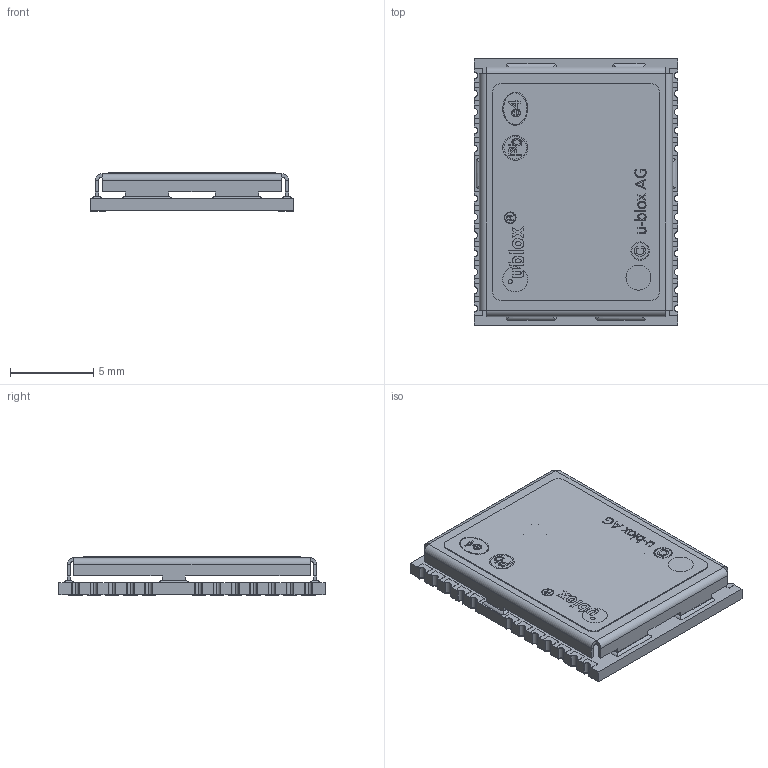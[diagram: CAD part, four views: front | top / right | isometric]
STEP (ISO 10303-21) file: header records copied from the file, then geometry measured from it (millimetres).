
FILE_DESCRIPTION (( 'STEP AP214' ), '1' );
FILE_NAME ('NEO (STEP-AP214)_B.STEP', '2015-07-22T09:31:05', ( 'itsupport' ), ( 'Hewlett-Packard Company' ), 'SwSTEP 2.0', 'SolidWorks 2014', '' );
FILE_SCHEMA (( 'AUTOMOTIVE_DESIGN' ));
Length unit declared in the file: millimetre
Products named in the file (4): u-blox_NEO_label; Shield_NEO; NEO_PCB; NEO (STEP-AP214)_B
Assembly tree (3 placements, depth 2):
  NEO (STEP-AP214)_B
    NEO_PCB
    Shield_NEO
    u-blox_NEO_label
Bounding box: 12.2 x 16 x 2.33 mm (x, y, z)
Volume: 192.9 mm3; surface area: 1217.3 mm2
Topology: 33 solids, 33 shells, 909 faces, 2389 edges, 1582 vertices
Faces by surface type: plane 588, cylinder 165, bspline 156
Entity records: 39412 total; most frequent: CARTESIAN_POINT 10310, ORIENTED_EDGE 4778, DIRECTION 3805, EDGE_CURVE 2389, LINE 1723, VECTOR 1723, VERTEX_POINT 1582, AXIS2_PLACEMENT_3D 1041
